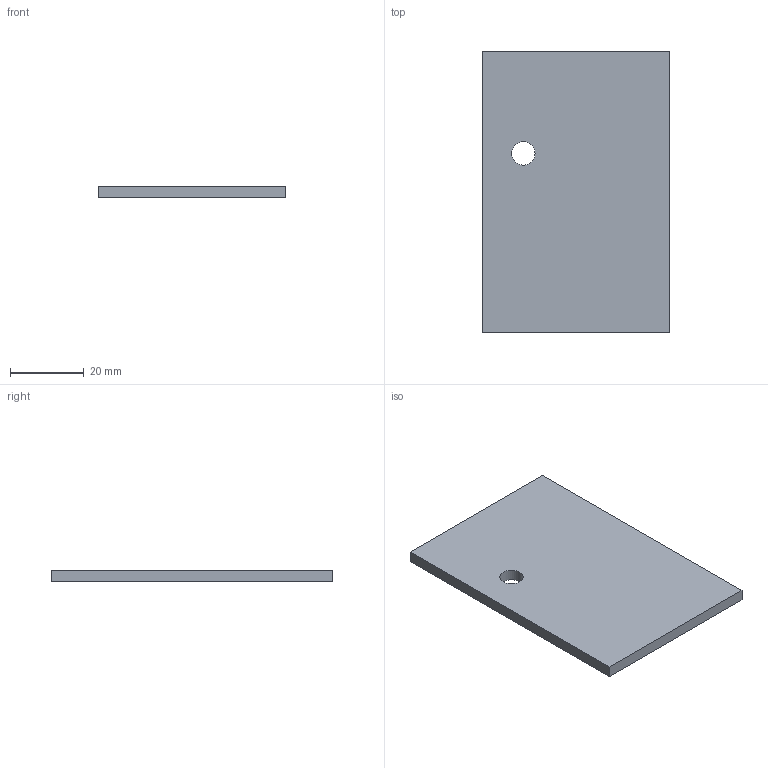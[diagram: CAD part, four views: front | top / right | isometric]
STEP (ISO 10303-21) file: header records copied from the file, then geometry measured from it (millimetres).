
FILE_DESCRIPTION(/* description */ ('CAx-IF Rec.Pracs.---Representation and Presentation of Product Manufacturing Information (PMI)---4.0---2014-10-13','CAx-IF Rec.Pracs.---3D Tessellated Geometry---0.4---2014-09-14','2;1'),/* implementation_level */ '2;1');
FILE_NAME(/* name */ 'NX_Plate_w_Hole_Moved_Rev_0.2',/* time_stamp */ '2023-08-09T15:10:34-04:00',/* author */ (''),/* organization */ (''),/* preprocessor_version */ 'ST-DEVELOPER v18.102',/* originating_system */ 'SIEMENS PLM Software NX 2027',/* authorisation */ '');
FILE_SCHEMA (('AP242_MANAGED_MODEL_BASED_3D_ENGINEERING_MIM_LF { 1 0 10303 442 3 1 4 }'));
Length unit declared in the file: inch
Products named in the file (1): part_number=123456
Bounding box: 50.8 x 76.2 x 3.17 mm (x, y, z)
Volume: 12189.7 mm3; surface area: 8548.4 mm2
Topology: 1 solids, 1 shells, 7 faces, 16 edges, 11 vertices
Faces by surface type: plane 6, cylinder 1
Full cylindrical faces by diameter (mm): 6.35 x1
Entity records: 548 total; most frequent: DIRECTION 84, CARTESIAN_POINT 66, AXIS2_PLACEMENT_3D 36, V5_UUID_ATTRIBUTE 36, ORIENTED_EDGE 28, EDGE_CURVE 14, LINE 12, VECTOR 12
